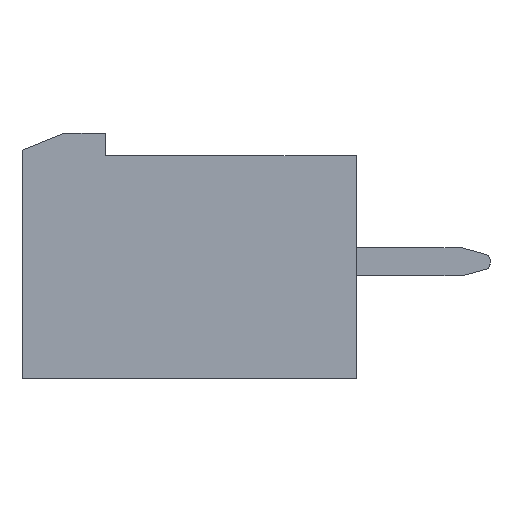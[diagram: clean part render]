
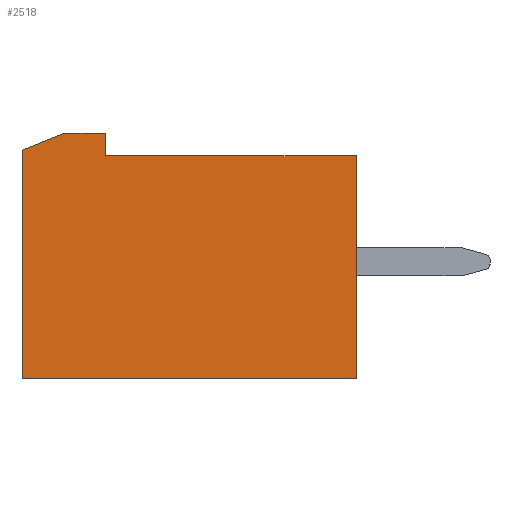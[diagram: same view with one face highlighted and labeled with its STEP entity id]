
A CAD part, left-side view. The second image highlights one B-rep face of the part: STEP entity #2518.
In plain terms, the highlighted planar face has unit normal (-1, 0, 0).
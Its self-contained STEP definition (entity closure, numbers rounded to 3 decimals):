
#2 = VERTEX_POINT ( 'NONE', #2307 ) ;
#6 = DIRECTION ( 'NONE',  ( -1., 0., 0. ) ) ;
#47 = PLANE ( 'NONE',  #1094 ) ;
#48 = VERTEX_POINT ( 'NONE', #6469 ) ;
#153 = CARTESIAN_POINT ( 'NONE',  ( -0.705, 0., 0. ) ) ;
#419 = CARTESIAN_POINT ( 'NONE',  ( -0.705, 12., -8. ) ) ;
#497 = EDGE_CURVE ( 'NONE', #3552, #48, #5682, .T. ) ;
#575 = EDGE_CURVE ( 'NONE', #48, #5270, #5528, .T. ) ;
#937 = FACE_OUTER_BOUND ( 'NONE', #8098, .T. ) ;
#1094 = AXIS2_PLACEMENT_3D ( 'NONE', #153, #6, #7012 ) ;
#1147 = EDGE_CURVE ( 'NONE', #5270, #2, #4038, .T. ) ;
#1315 = EDGE_CURVE ( 'NONE', #5098, #8378, #3540, .T. ) ;
#1432 = VERTEX_POINT ( 'NONE', #6207 ) ;
#1967 = CARTESIAN_POINT ( 'NONE',  ( -0.705, 9.01, 0.8 ) ) ;
#2051 = DIRECTION ( 'NONE',  ( 0., 1., 0. ) ) ;
#2176 = CARTESIAN_POINT ( 'NONE',  ( -0.705, 12., 0.2 ) ) ;
#2307 = CARTESIAN_POINT ( 'NONE',  ( -0.705, 9.01, 0. ) ) ;
#2518 = ADVANCED_FACE ( 'NONE', ( #937 ), #47, .T. ) ;
#2539 = VECTOR ( 'NONE', #8134, 1000. ) ;
#2576 = LINE ( 'NONE', #8235, #2539 ) ;
#2899 = CARTESIAN_POINT ( 'NONE',  ( -0.705, 0., 0. ) ) ;
#3166 = CARTESIAN_POINT ( 'NONE',  ( -0.705, 12., -8. ) ) ;
#3274 = EDGE_CURVE ( 'NONE', #1432, #5098, #8051, .T. ) ;
#3506 = ORIENTED_EDGE ( 'NONE', *, *, #497, .T. ) ;
#3533 = VECTOR ( 'NONE', #6666, 1000. ) ;
#3540 = LINE ( 'NONE', #6400, #3533 ) ;
#3552 = VERTEX_POINT ( 'NONE', #419 ) ;
#3573 = ORIENTED_EDGE ( 'NONE', *, *, #575, .T. ) ;
#3597 = ORIENTED_EDGE ( 'NONE', *, *, #1147, .T. ) ;
#3650 = ORIENTED_EDGE ( 'NONE', *, *, #7732, .T. ) ;
#3671 = ORIENTED_EDGE ( 'NONE', *, *, #3274, .T. ) ;
#3693 = ORIENTED_EDGE ( 'NONE', *, *, #1315, .T. ) ;
#3829 = ORIENTED_EDGE ( 'NONE', *, *, #4304, .T. ) ;
#4038 = LINE ( 'NONE', #2899, #4058 ) ;
#4058 = VECTOR ( 'NONE', #6367, 1000. ) ;
#4304 = EDGE_CURVE ( 'NONE', #8378, #3552, #6402, .T. ) ;
#4549 = DIRECTION ( 'NONE',  ( 0., 0., -1. ) ) ;
#4570 = CARTESIAN_POINT ( 'NONE',  ( -0.705, 12., 0.2 ) ) ;
#5098 = VERTEX_POINT ( 'NONE', #8407 ) ;
#5209 = CARTESIAN_POINT ( 'NONE',  ( -0.705, 0., -8. ) ) ;
#5270 = VERTEX_POINT ( 'NONE', #7273 ) ;
#5331 = DIRECTION ( 'NONE',  ( 0., 0., 1. ) ) ;
#5494 = VECTOR ( 'NONE', #5331, 1000. ) ;
#5528 = LINE ( 'NONE', #5209, #5494 ) ;
#5656 = VECTOR ( 'NONE', #6505, 1000. ) ;
#5682 = LINE ( 'NONE', #3166, #5656 ) ;
#6207 = CARTESIAN_POINT ( 'NONE',  ( -0.705, 9.01, 0.8 ) ) ;
#6367 = DIRECTION ( 'NONE',  ( 0., 1., 0. ) ) ;
#6400 = CARTESIAN_POINT ( 'NONE',  ( -0.705, 10.5, 0.8 ) ) ;
#6402 = LINE ( 'NONE', #4570, #6438 ) ;
#6438 = VECTOR ( 'NONE', #4549, 1000. ) ;
#6469 = CARTESIAN_POINT ( 'NONE',  ( -0.705, 0., -8. ) ) ;
#6505 = DIRECTION ( 'NONE',  ( 0., -1., 0. ) ) ;
#6666 = DIRECTION ( 'NONE',  ( 0., 0.928, -0.371 ) ) ;
#7012 = DIRECTION ( 'NONE',  ( 0., 0., 1. ) ) ;
#7273 = CARTESIAN_POINT ( 'NONE',  ( -0.705, 0., 0. ) ) ;
#7732 = EDGE_CURVE ( 'NONE', #2, #1432, #2576, .T. ) ;
#7965 = VECTOR ( 'NONE', #2051, 1000. ) ;
#8051 = LINE ( 'NONE', #1967, #7965 ) ;
#8098 = EDGE_LOOP ( 'NONE', ( #3506, #3573, #3597, #3650, #3671, #3693, #3829 ) ) ;
#8134 = DIRECTION ( 'NONE',  ( 0., 0., 1. ) ) ;
#8235 = CARTESIAN_POINT ( 'NONE',  ( -0.705, 9.01, 0. ) ) ;
#8378 = VERTEX_POINT ( 'NONE', #2176 ) ;
#8407 = CARTESIAN_POINT ( 'NONE',  ( -0.705, 10.5, 0.8 ) ) ;
